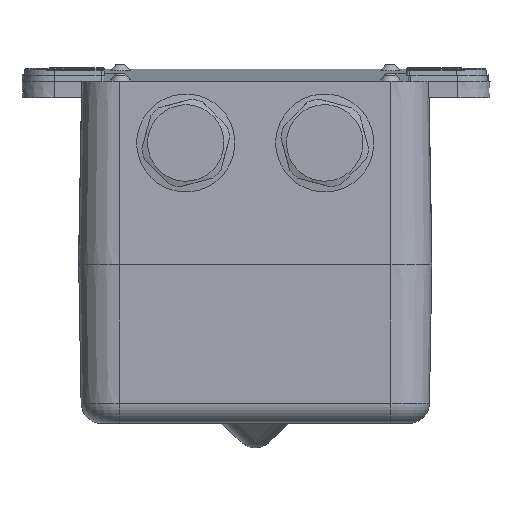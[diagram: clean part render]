
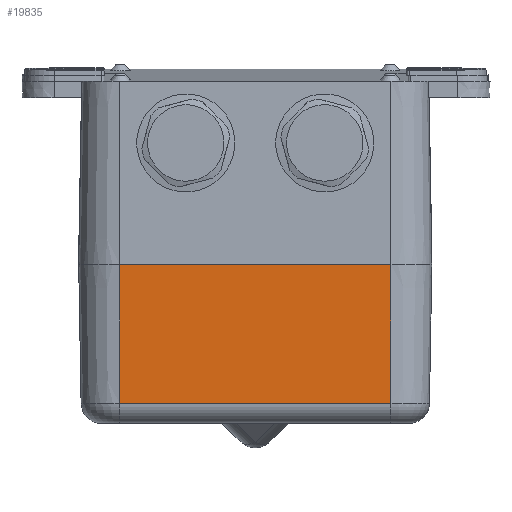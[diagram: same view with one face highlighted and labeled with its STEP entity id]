
A CAD part, front view. The second image highlights one B-rep face of the part: STEP entity #19835.
In plain terms, the highlighted face is planar.
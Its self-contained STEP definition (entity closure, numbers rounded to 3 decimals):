
#315 = VERTEX_POINT ( 'NONE', #8999 ) ;
#2719 = VECTOR ( 'NONE', #26669, 1000. ) ;
#3943 = VERTEX_POINT ( 'NONE', #22586 ) ;
#4139 = CARTESIAN_POINT ( 'NONE',  ( -33.2, 0., 43.2 ) ) ;
#4446 = FACE_OUTER_BOUND ( 'NONE', #19040, .T. ) ;
#5292 = LINE ( 'NONE', #19420, #13443 ) ;
#6001 = AXIS2_PLACEMENT_3D ( 'NONE', #18556, #16268, #23416 ) ;
#6431 = LINE ( 'NONE', #15821, #14444 ) ;
#7384 = ORIENTED_EDGE ( 'NONE', *, *, #29679, .F. ) ;
#8999 = CARTESIAN_POINT ( 'NONE',  ( 33.2, -33.887, 42.608 ) ) ;
#9305 = PLANE ( 'NONE',  #6001 ) ;
#9307 = CARTESIAN_POINT ( 'NONE',  ( -33.2, -33.887, 42.608 ) ) ;
#10596 = CARTESIAN_POINT ( 'NONE',  ( 33.2, -33.887, 42.608 ) ) ;
#13443 = VECTOR ( 'NONE', #14547, 1000. ) ;
#14444 = VECTOR ( 'NONE', #25095, 1000. ) ;
#14547 = DIRECTION ( 'NONE',  ( 0., 1., 0.017 ) ) ;
#15162 = LINE ( 'NONE', #10596, #23004 ) ;
#15255 = LINE ( 'NONE', #29111, #2719 ) ;
#15821 = CARTESIAN_POINT ( 'NONE',  ( -33.2, 0., 43.2 ) ) ;
#16000 = EDGE_CURVE ( 'NONE', #26991, #19676, #5292, .T. ) ;
#16268 = DIRECTION ( 'NONE',  ( 0., -0.017, 1. ) ) ;
#17753 = ORIENTED_EDGE ( 'NONE', *, *, #18622, .T. ) ;
#18556 = CARTESIAN_POINT ( 'NONE',  ( -33.2, 0., 43.2 ) ) ;
#18622 = EDGE_CURVE ( 'NONE', #26991, #315, #15162, .T. ) ;
#19040 = EDGE_LOOP ( 'NONE', ( #28375, #17753, #24053, #7384 ) ) ;
#19420 = CARTESIAN_POINT ( 'NONE',  ( -33.2, 0., 43.2 ) ) ;
#19676 = VERTEX_POINT ( 'NONE', #4139 ) ;
#19835 = ADVANCED_FACE ( 'NONE', ( #4446 ), #9305, .T. ) ;
#19879 = DIRECTION ( 'NONE',  ( 1., 0., 0. ) ) ;
#21001 = EDGE_CURVE ( 'NONE', #315, #3943, #15255, .T. ) ;
#22586 = CARTESIAN_POINT ( 'NONE',  ( 33.2, 0., 43.2 ) ) ;
#23004 = VECTOR ( 'NONE', #19879, 1000. ) ;
#23416 = DIRECTION ( 'NONE',  ( 0., -1., -0.017 ) ) ;
#24053 = ORIENTED_EDGE ( 'NONE', *, *, #21001, .T. ) ;
#25095 = DIRECTION ( 'NONE',  ( 1., 0., 0. ) ) ;
#26669 = DIRECTION ( 'NONE',  ( 0., 1., 0.017 ) ) ;
#26991 = VERTEX_POINT ( 'NONE', #9307 ) ;
#28375 = ORIENTED_EDGE ( 'NONE', *, *, #16000, .F. ) ;
#29111 = CARTESIAN_POINT ( 'NONE',  ( 33.2, 0., 43.2 ) ) ;
#29679 = EDGE_CURVE ( 'NONE', #19676, #3943, #6431, .T. ) ;
